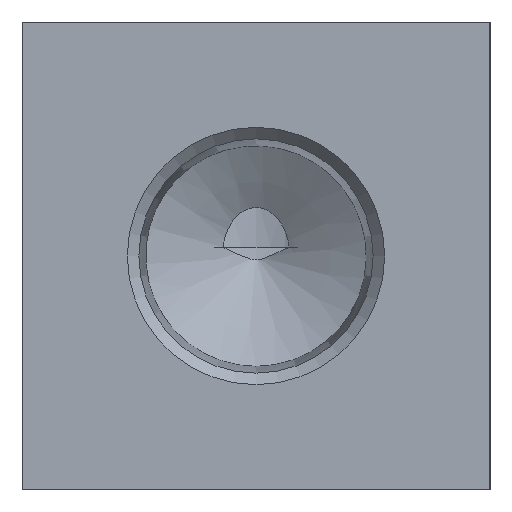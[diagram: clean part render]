
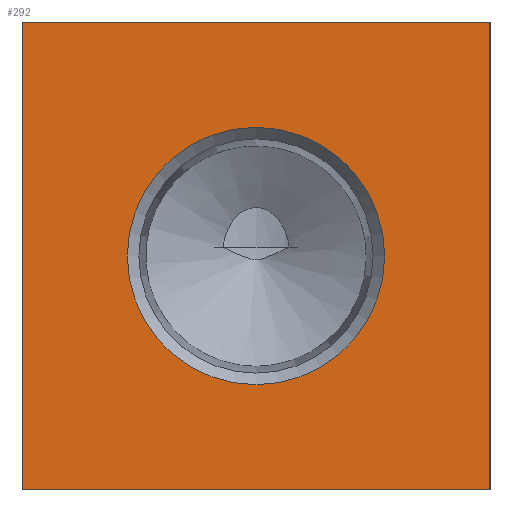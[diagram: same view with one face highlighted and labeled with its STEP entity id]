
A CAD part, left-side view. The second image highlights one B-rep face of the part: STEP entity #292.
In plain terms, the highlighted planar face has unit normal (-1, 0, 0).
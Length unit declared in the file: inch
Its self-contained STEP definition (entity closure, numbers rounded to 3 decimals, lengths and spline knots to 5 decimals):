
#292 = ADVANCED_FACE( '', ( #671, #672 ), #673, .F. );
#671 = FACE_BOUND( '', #1146, .T. );
#672 = FACE_OUTER_BOUND( '', #1147, .T. );
#673 = PLANE( '', #1148 );
#1146 = EDGE_LOOP( '', ( #1955 ) );
#1147 = EDGE_LOOP( '', ( #1956, #1957, #1958, #1959 ) );
#1148 = AXIS2_PLACEMENT_3D( '', #1960, #1961, #1962 );
#1955 = ORIENTED_EDGE( '', *, *, #2700, .T. );
#1956 = ORIENTED_EDGE( '', *, *, #2967, .F. );
#1957 = ORIENTED_EDGE( '', *, *, #2869, .F. );
#1958 = ORIENTED_EDGE( '', *, *, #2949, .F. );
#1959 = ORIENTED_EDGE( '', *, *, #2968, .F. );
#1960 = CARTESIAN_POINT( '', ( 0., 0., 0. ) );
#1961 = DIRECTION( '', ( 1., 0., 0. ) );
#1962 = DIRECTION( '', ( 0., 0., -1. ) );
#2700 = EDGE_CURVE( '', #3219, #3219, #3220, .T. );
#2869 = EDGE_CURVE( '', #3501, #3502, #3503, .T. );
#2949 = EDGE_CURVE( '', #3624, #3501, #3625, .T. );
#2967 = EDGE_CURVE( '', #3502, #3651, #3652, .T. );
#2968 = EDGE_CURVE( '', #3651, #3624, #3653, .T. );
#3219 = VERTEX_POINT( '', #4015 );
#3220 = CIRCLE( '', #4016, 0.54977 );
#3501 = VERTEX_POINT( '', #4409 );
#3502 = VERTEX_POINT( '', #4410 );
#3503 = LINE( '', #4411, #4412 );
#3624 = VERTEX_POINT( '', #4568 );
#3625 = LINE( '', #4569, #4570 );
#3651 = VERTEX_POINT( '', #4607 );
#3652 = LINE( '', #4608, #4609 );
#3653 = LINE( '', #4610, #4611 );
#4015 = CARTESIAN_POINT( '', ( 0., 1., 0.45023 ) );
#4016 = AXIS2_PLACEMENT_3D( '', #4995, #4996, #4997 );
#4409 = CARTESIAN_POINT( '', ( 0., 0., 0. ) );
#4410 = CARTESIAN_POINT( '', ( 0., 2., 0. ) );
#4411 = CARTESIAN_POINT( '', ( 0., 0., 0. ) );
#4412 = VECTOR( '', #5210, 39.37008 );
#4568 = CARTESIAN_POINT( '', ( 0., 0., 2. ) );
#4569 = CARTESIAN_POINT( '', ( 0., 0., 2. ) );
#4570 = VECTOR( '', #5315, 39.37008 );
#4607 = CARTESIAN_POINT( '', ( 0., 2., 2. ) );
#4608 = CARTESIAN_POINT( '', ( 0., 2., 0. ) );
#4609 = VECTOR( '', #5330, 39.37008 );
#4610 = CARTESIAN_POINT( '', ( 0., 2., 2. ) );
#4611 = VECTOR( '', #5331, 39.37008 );
#4995 = CARTESIAN_POINT( '', ( 0., 1., 1. ) );
#4996 = DIRECTION( '', ( 1., 0., 0. ) );
#4997 = DIRECTION( '', ( 0., 0., -1. ) );
#5210 = DIRECTION( '', ( 0., 1., 0. ) );
#5315 = DIRECTION( '', ( 0., 0., -1. ) );
#5330 = DIRECTION( '', ( 0., 0., 1. ) );
#5331 = DIRECTION( '', ( 0., -1., 0. ) );
